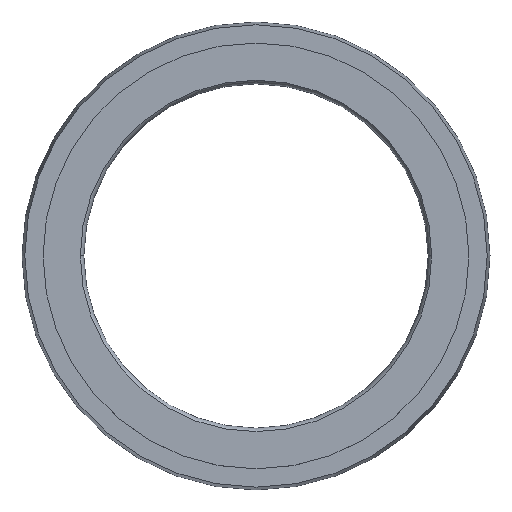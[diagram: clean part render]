
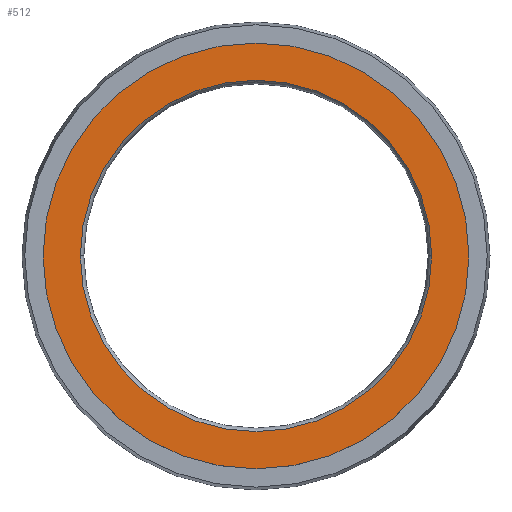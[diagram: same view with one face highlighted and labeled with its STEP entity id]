
A CAD part, top view. The second image highlights one B-rep face of the part: STEP entity #512.
In plain terms, the highlighted planar face has unit normal (0, 0, 1).
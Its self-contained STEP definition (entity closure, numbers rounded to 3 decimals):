
#12 = CARTESIAN_POINT ( 'NONE',  ( -12.5, 0., 0. ) ) ;
#17 = CARTESIAN_POINT ( 'NONE',  ( 15.15, 0., 0. ) ) ;
#39 = CARTESIAN_POINT ( 'NONE',  ( 0., 0., 0. ) ) ;
#65 = CIRCLE ( 'NONE', #349, 15.15 ) ;
#72 = AXIS2_PLACEMENT_3D ( 'NONE', #428, #81, #424 ) ;
#76 = EDGE_CURVE ( 'NONE', #327, #421, #350, .T. ) ;
#80 = VERTEX_POINT ( 'NONE', #242 ) ;
#81 = DIRECTION ( 'NONE',  ( 0., 0., 1. ) ) ;
#101 = EDGE_LOOP ( 'NONE', ( #461, #440 ) ) ;
#113 = CIRCLE ( 'NONE', #352, 12.5 ) ;
#117 = AXIS2_PLACEMENT_3D ( 'NONE', #615, #507, #509 ) ;
#129 = AXIS2_PLACEMENT_3D ( 'NONE', #175, #593, #543 ) ;
#140 = DIRECTION ( 'NONE',  ( 1., 0., 0. ) ) ;
#147 = ORIENTED_EDGE ( 'NONE', *, *, #343, .F. ) ;
#175 = CARTESIAN_POINT ( 'NONE',  ( 0., 0., 0. ) ) ;
#177 = ORIENTED_EDGE ( 'NONE', *, *, #203, .F. ) ;
#203 = EDGE_CURVE ( 'NONE', #80, #222, #113, .T. ) ;
#222 = VERTEX_POINT ( 'NONE', #12 ) ;
#242 = CARTESIAN_POINT ( 'NONE',  ( 12.5, 0., 0. ) ) ;
#246 = DIRECTION ( 'NONE',  ( 1., 0., 0. ) ) ;
#285 = DIRECTION ( 'NONE',  ( 0., 0., 1. ) ) ;
#287 = PLANE ( 'NONE',  #129 ) ;
#306 = DIRECTION ( 'NONE',  ( 0., 0., 1. ) ) ;
#327 = VERTEX_POINT ( 'NONE', #17 ) ;
#343 = EDGE_CURVE ( 'NONE', #222, #80, #498, .T. ) ;
#349 = AXIS2_PLACEMENT_3D ( 'NONE', #39, #285, #140 ) ;
#350 = CIRCLE ( 'NONE', #117, 15.15 ) ;
#352 = AXIS2_PLACEMENT_3D ( 'NONE', #502, #306, #246 ) ;
#421 = VERTEX_POINT ( 'NONE', #585 ) ;
#424 = DIRECTION ( 'NONE',  ( 1., 0., 0. ) ) ;
#428 = CARTESIAN_POINT ( 'NONE',  ( 0., 0., 0. ) ) ;
#433 = FACE_BOUND ( 'NONE', #613, .T. ) ;
#440 = ORIENTED_EDGE ( 'NONE', *, *, #618, .T. ) ;
#461 = ORIENTED_EDGE ( 'NONE', *, *, #76, .T. ) ;
#498 = CIRCLE ( 'NONE', #72, 12.5 ) ;
#502 = CARTESIAN_POINT ( 'NONE',  ( 0., 0., 0. ) ) ;
#507 = DIRECTION ( 'NONE',  ( 0., 0., 1. ) ) ;
#509 = DIRECTION ( 'NONE',  ( 1., 0., 0. ) ) ;
#512 = ADVANCED_FACE ( 'NONE', ( #433, #522 ), #287, .F. ) ;
#522 = FACE_OUTER_BOUND ( 'NONE', #101, .T. ) ;
#543 = DIRECTION ( 'NONE',  ( -1., 0., 0. ) ) ;
#585 = CARTESIAN_POINT ( 'NONE',  ( -15.15, 0., 0. ) ) ;
#593 = DIRECTION ( 'NONE',  ( 0., 0., -1. ) ) ;
#613 = EDGE_LOOP ( 'NONE', ( #177, #147 ) ) ;
#615 = CARTESIAN_POINT ( 'NONE',  ( 0., 0., 0. ) ) ;
#618 = EDGE_CURVE ( 'NONE', #421, #327, #65, .T. ) ;
